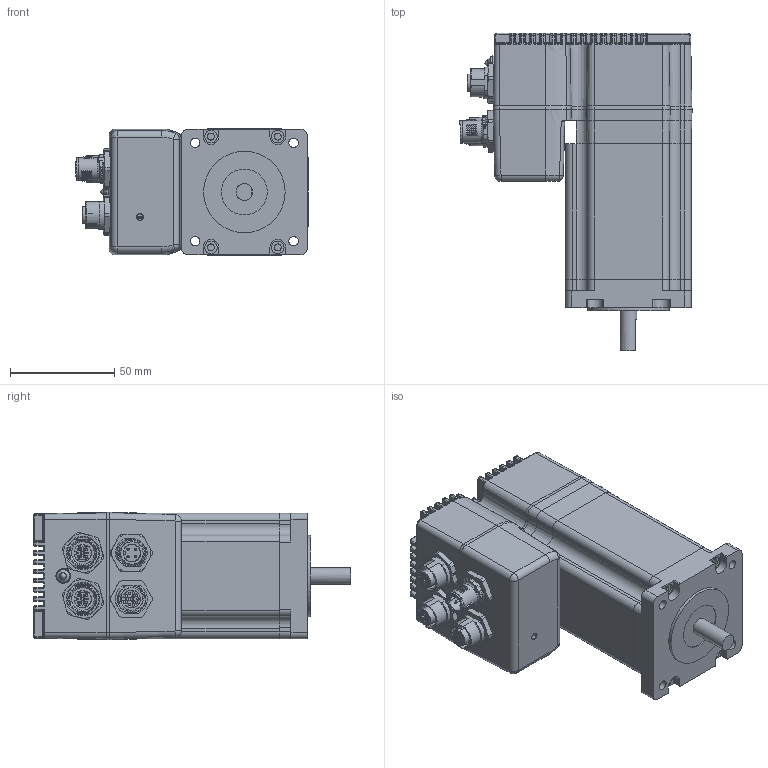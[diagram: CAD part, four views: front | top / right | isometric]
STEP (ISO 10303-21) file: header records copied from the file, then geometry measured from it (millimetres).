
FILE_DESCRIPTION (( 'STEP AP203' ), '1' );
FILE_NAME ('SWM24SF-3RN.STEP', '2013-01-29T03:28:58', ( 'Sky123.Org' ), ( 'Sky123.Org' ), 'SwSTEP 2.0', 'SolidWorks 2011', '' );
FILE_SCHEMA (( 'CONFIG_CONTROL_DESIGN' ));
Length unit declared in the file: millimetre
Products named in the file (1): SWM24SF-3RN
Bounding box: 111.15 x 151.9 x 61.01 mm (x, y, z)
Surface area: 70547.9 mm2 (no closed solid volume)
Topology: 0 solids, 30 shells, 1430 faces, 4639 edges, 3122 vertices
Faces by surface type: cylinder 542, plane 410, bspline 247, torus 115, cone 107, sphere 9
Full cylindrical faces by diameter (mm): 0.217 x1, 1 x4, 1.1 x8, 3 x1, 3.3 x8, 4.52 x4, 6 x4, 6.096 x1, 6.985 x1, 8 x1, 10.7 x1, 10.9 x2, 10.917 x2, 22 x2, 39 x1, 39.02 x1
Entity records: 59773 total; most frequent: CARTESIAN_POINT 23532, ORIENTED_EDGE 7474, DIRECTION 6776, EDGE_CURVE 4444, VERTEX_POINT 3086, AXIS2_PLACEMENT_3D 2524, LINE 1728, VECTOR 1728
